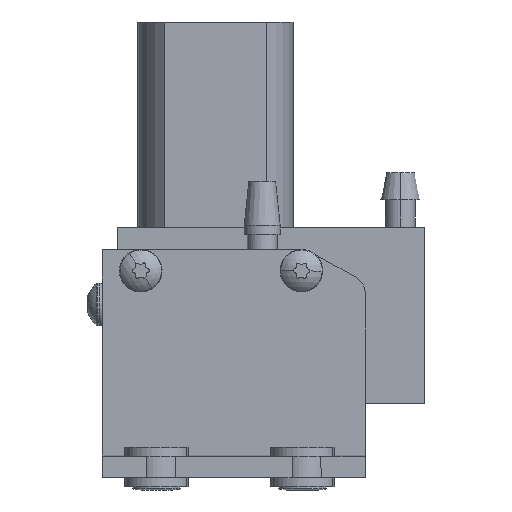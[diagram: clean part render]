
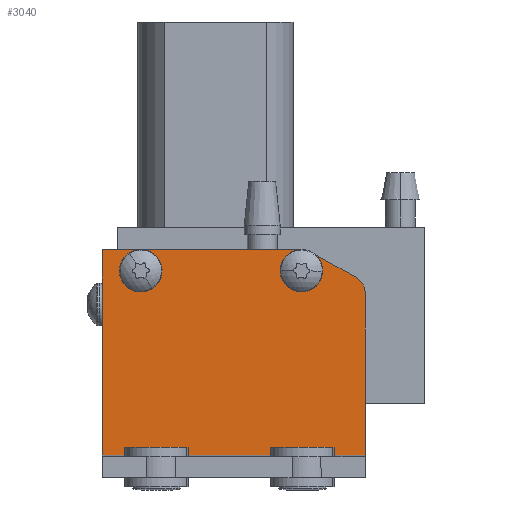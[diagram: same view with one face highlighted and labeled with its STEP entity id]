
A CAD part, left-side view. The second image highlights one B-rep face of the part: STEP entity #3040.
In plain terms, the highlighted planar face has unit normal (-1, 0, 0).
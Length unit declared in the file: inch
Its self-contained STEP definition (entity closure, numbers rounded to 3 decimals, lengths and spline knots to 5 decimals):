
#82 = VECTOR ( 'NONE', #7577, 39.37008 ) ;
#145 = EDGE_LOOP ( 'NONE', ( #5059, #2767, #1294, #169, #1500, #2794, #8190 ) ) ;
#169 = ORIENTED_EDGE ( 'NONE', *, *, #5003, .T. ) ;
#197 = DIRECTION ( 'NONE',  ( 0., 0., -1. ) ) ;
#236 = LINE ( 'NONE', #7545, #8698 ) ;
#551 = CARTESIAN_POINT ( 'NONE',  ( -0.872, -0.72014, -0.25642 ) ) ;
#573 = DIRECTION ( 'NONE',  ( 0., 0., 1. ) ) ;
#747 = CARTESIAN_POINT ( 'NONE',  ( -0.872, 0.58174, -1.1745 ) ) ;
#1146 = DIRECTION ( 'NONE',  ( 0., 1., 0. ) ) ;
#1259 = EDGE_CURVE ( 'NONE', #2013, #4093, #236, .T. ) ;
#1294 = ORIENTED_EDGE ( 'NONE', *, *, #4161, .T. ) ;
#1500 = ORIENTED_EDGE ( 'NONE', *, *, #1259, .T. ) ;
#1848 = CARTESIAN_POINT ( 'NONE',  ( -0.872, -0.75262, -0.27453 ) ) ;
#1974 = VECTOR ( 'NONE', #197, 39.37008 ) ;
#2013 = VERTEX_POINT ( 'NONE', #10366 ) ;
#2080 = CARTESIAN_POINT ( 'NONE',  ( -0.872, -0.44346, -0.22446 ) ) ;
#2123 = EDGE_CURVE ( 'NONE', #6947, #3514, #11455, .T. ) ;
#2163 = PLANE ( 'NONE',  #9753 ) ;
#2442 = EDGE_CURVE ( 'NONE', #10185, #10452, #6748, .T. ) ;
#2767 = ORIENTED_EDGE ( 'NONE', *, *, #2123, .T. ) ;
#2794 = ORIENTED_EDGE ( 'NONE', *, *, #9006, .T. ) ;
#2909 = DIRECTION ( 'NONE',  ( 0., -1., 0. ) ) ;
#3040 = ADVANCED_FACE ( 'NONE', ( #11033 ), #2163, .F. ) ;
#3365 = CARTESIAN_POINT ( 'NONE',  ( -0.872, 0.58174, -1.1745 ) ) ;
#3514 = VERTEX_POINT ( 'NONE', #551 ) ;
#3778 = CARTESIAN_POINT ( 'NONE',  ( -0.872, -0.49546, -0.13118 ) ) ;
#4093 = VERTEX_POINT ( 'NONE', #11291 ) ;
#4115 = CARTESIAN_POINT ( 'NONE',  ( -0.872, -0.72014, -0.25642 ) ) ;
#4161 = EDGE_CURVE ( 'NONE', #3514, #10926, #9791, .T. ) ;
#4747 = CARTESIAN_POINT ( 'NONE',  ( -0.872, -0.77146, -1.1745 ) ) ;
#4784 = DIRECTION ( 'NONE',  ( 0., 1., 0. ) ) ;
#4987 = LINE ( 'NONE', #7847, #82 ) ;
#5003 = EDGE_CURVE ( 'NONE', #10926, #2013, #6299, .T. ) ;
#5059 = ORIENTED_EDGE ( 'NONE', *, *, #5902, .F. ) ;
#5840 = AXIS2_PLACEMENT_3D ( 'NONE', #2080, #7429, #1146 ) ;
#5902 = EDGE_CURVE ( 'NONE', #6947, #10452, #4987, .T. ) ;
#6299 = CIRCLE ( 'NONE', #5840, 0.1068 ) ;
#6472 = CARTESIAN_POINT ( 'NONE',  ( -0.872, 0.58174, 0.0055 ) ) ;
#6748 = LINE ( 'NONE', #3365, #11229 ) ;
#6758 = LINE ( 'NONE', #6472, #1974 ) ;
#6947 = VERTEX_POINT ( 'NONE', #11057 ) ;
#7105 = VECTOR ( 'NONE', #10464, 39.37008 ) ;
#7429 = DIRECTION ( 'NONE',  ( -1., 0., 0. ) ) ;
#7545 = CARTESIAN_POINT ( 'NONE',  ( -0.872, -0.44346, -0.11766 ) ) ;
#7577 = DIRECTION ( 'NONE',  ( 0., 0., -1. ) ) ;
#7847 = CARTESIAN_POINT ( 'NONE',  ( -0.872, -0.77146, 0.0055 ) ) ;
#7864 = CARTESIAN_POINT ( 'NONE',  ( -0.872, -0.77146, -0.3066 ) ) ;
#7957 = CARTESIAN_POINT ( 'NONE',  ( -0.872, -0.77146, -0.34379 ) ) ;
#8190 = ORIENTED_EDGE ( 'NONE', *, *, #2442, .T. ) ;
#8698 = VECTOR ( 'NONE', #4784, 39.37008 ) ;
#9006 = EDGE_CURVE ( 'NONE', #4093, #10185, #6758, .T. ) ;
#9753 = AXIS2_PLACEMENT_3D ( 'NONE', #10610, #10090, #573 ) ;
#9791 = LINE ( 'NONE', #10351, #7105 ) ;
#10090 = DIRECTION ( 'NONE',  ( 1., 0., 0. ) ) ;
#10185 = VERTEX_POINT ( 'NONE', #747 ) ;
#10351 = CARTESIAN_POINT ( 'NONE',  ( -0.872, -0.99394, -0.40905 ) ) ;
#10366 = CARTESIAN_POINT ( 'NONE',  ( -0.872, -0.44346, -0.11766 ) ) ;
#10452 = VERTEX_POINT ( 'NONE', #4747 ) ;
#10464 = DIRECTION ( 'NONE',  ( 0., 0.873, 0.487 ) ) ;
#10610 = CARTESIAN_POINT ( 'NONE',  ( -0.872, 0.58174, 0.0055 ) ) ;
#10926 = VERTEX_POINT ( 'NONE', #3778 ) ;
#11033 = FACE_OUTER_BOUND ( 'NONE', #145, .T. ) ;
#11057 = CARTESIAN_POINT ( 'NONE',  ( -0.872, -0.77146, -0.34379 ) ) ;
#11229 = VECTOR ( 'NONE', #2909, 39.37008 ) ;
#11291 = CARTESIAN_POINT ( 'NONE',  ( -0.872, 0.58174, -0.11766 ) ) ;
#11455 =( BOUNDED_CURVE ( )  B_SPLINE_CURVE ( 3, ( #7957, #7864, #1848, #4115 ),
 .UNSPECIFIED., .F., .F. ) 
 B_SPLINE_CURVE_WITH_KNOTS ( ( 4, 4 ),
 ( 1.5708, 2.63314 ),
 .UNSPECIFIED. ) 
 CURVE ( )  GEOMETRIC_REPRESENTATION_ITEM ( )  RATIONAL_B_SPLINE_CURVE ( ( 1., 0.908, 0.908, 1. ) ) 
 REPRESENTATION_ITEM ( '' )  );
